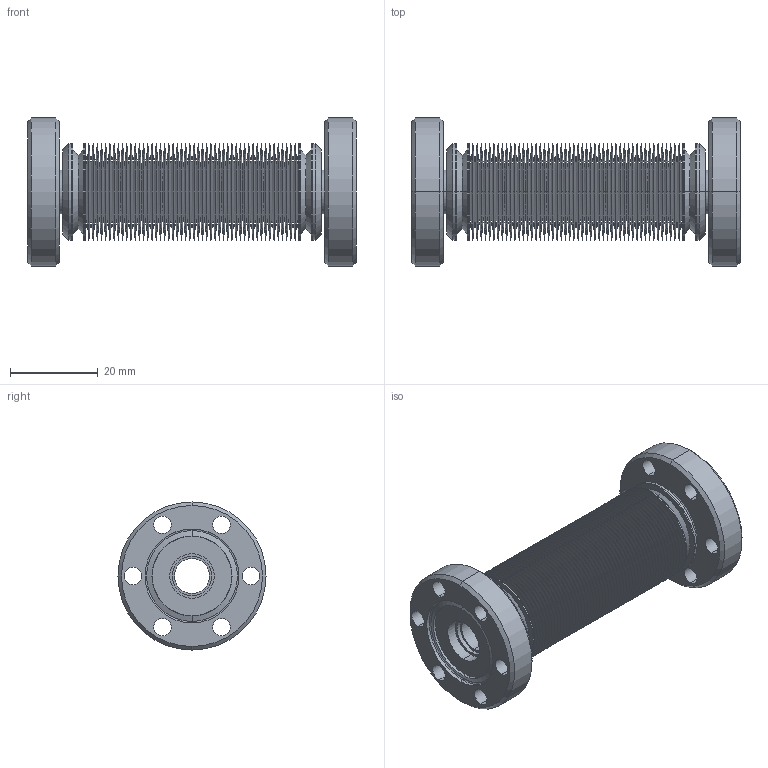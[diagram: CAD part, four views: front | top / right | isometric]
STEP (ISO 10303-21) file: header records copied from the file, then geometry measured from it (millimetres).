
FILE_DESCRIPTION( (''), '2;1');
FILE_NAME ('CAD714.4628.NCE334K_20597.stp','2016-05-18T16:52:48',(''),(''),'spGate 11.3.9','spGate','');
FILE_SCHEMA (('AUTOMOTIVE_DESIGN'));
Length unit declared in the file: millimetre
Products named in the file (9): Assembly; NCE334-1; NCE234-Y; NCE234-3; NCE234-2; NCE234-Y_mr; NCE234-3_mr; NCE234K-2-1; NCE234K-2-2
Assembly tree (8 placements, depth 2):
  Assembly
    NCE334-1
    NCE234-Y
    NCE234-3
    NCE234-2
    NCE234-Y_mr
    NCE234-3_mr
    NCE234K-2-1
    NCE234K-2-2
Bounding box: 75 x 33.8 x 33.8 mm (x, y, z)
Volume: 14134.7 mm3; surface area: 66986.3 mm2
Topology: 8 solids, 8 shells, 562 faces, 1160 edges, 630 vertices
Faces by surface type: bspline 452, cylinder 78, plane 32
Entity records: 26477 total; most frequent: CARTESIAN_POINT 7037, ORIENTED_EDGE 2320, COLOUR_RGB 1730, PRESENTATION_STYLE_ASSIGNMENT 1730, STYLED_ITEM 1730, DIRECTION 1516, EDGE_CURVE 1160, DRAUGHTING_PRE_DEFINED_CURVE_FONT 1160
